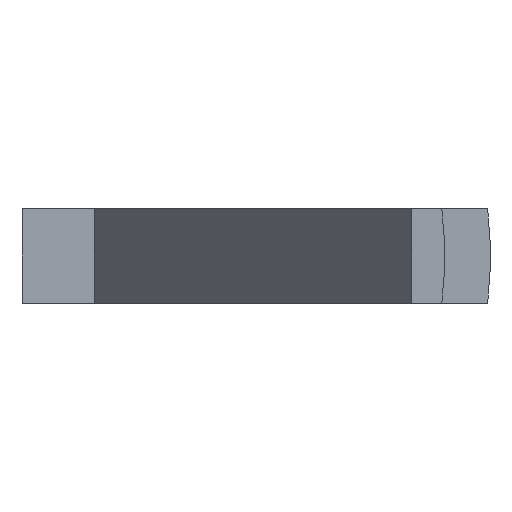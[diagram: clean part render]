
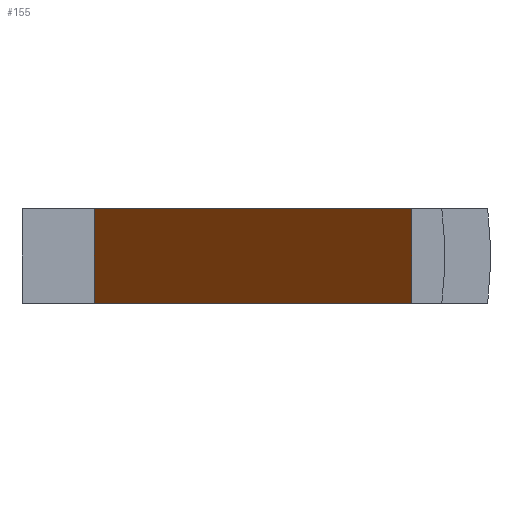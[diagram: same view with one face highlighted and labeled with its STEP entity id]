
A CAD part, front view. The second image highlights one B-rep face of the part: STEP entity #155.
In plain terms, the highlighted planar face has unit normal (-0.819, -0.574, 0).
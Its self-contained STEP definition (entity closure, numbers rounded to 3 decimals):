
#23 = DIRECTION ( 'NONE',  ( 0.574, -0.819, 0. ) ) ;
#50 = VECTOR ( 'NONE', #195, 1000. ) ;
#59 = DIRECTION ( 'NONE',  ( 0.574, -0.819, 0. ) ) ;
#69 = DIRECTION ( 'NONE',  ( 0.574, -0.819, 0. ) ) ;
#88 = LINE ( 'NONE', #256, #387 ) ;
#89 = ORIENTED_EDGE ( 'NONE', *, *, #236, .T. ) ;
#104 = CARTESIAN_POINT ( 'NONE',  ( 1.68, -2.4, -3. ) ) ;
#108 = VECTOR ( 'NONE', #23, 1000. ) ;
#115 = LINE ( 'NONE', #384, #50 ) ;
#118 = CARTESIAN_POINT ( 'NONE',  ( 1.68, -2.4, 3. ) ) ;
#126 = CARTESIAN_POINT ( 'NONE',  ( 1.68, -2.4, 3. ) ) ;
#130 = FACE_OUTER_BOUND ( 'NONE', #262, .T. ) ;
#155 = ADVANCED_FACE ( 'NONE', ( #130 ), #280, .T. ) ;
#179 = VECTOR ( 'NONE', #69, 1000. ) ;
#180 = DIRECTION ( 'NONE',  ( 0., 0., 1. ) ) ;
#190 = ORIENTED_EDGE ( 'NONE', *, *, #303, .F. ) ;
#195 = DIRECTION ( 'NONE',  ( 0., 0., 1. ) ) ;
#220 = ORIENTED_EDGE ( 'NONE', *, *, #401, .F. ) ;
#224 = VERTEX_POINT ( 'NONE', #126 ) ;
#236 = EDGE_CURVE ( 'NONE', #310, #472, #115, .T. ) ;
#247 = DIRECTION ( 'NONE',  ( -0.819, -0.574, 0. ) ) ;
#256 = CARTESIAN_POINT ( 'NONE',  ( 1.68, -2.4, -3. ) ) ;
#262 = EDGE_LOOP ( 'NONE', ( #89, #220, #190, #429 ) ) ;
#274 = CARTESIAN_POINT ( 'NONE',  ( 21.9, -31.276, 3. ) ) ;
#280 = PLANE ( 'NONE',  #338 ) ;
#292 = CARTESIAN_POINT ( 'NONE',  ( 1.68, -2.4, -3. ) ) ;
#296 = CARTESIAN_POINT ( 'NONE',  ( 21.9, -31.276, -3. ) ) ;
#303 = EDGE_CURVE ( 'NONE', #304, #224, #88, .T. ) ;
#304 = VERTEX_POINT ( 'NONE', #292 ) ;
#309 = EDGE_CURVE ( 'NONE', #304, #310, #440, .T. ) ;
#310 = VERTEX_POINT ( 'NONE', #296 ) ;
#338 = AXIS2_PLACEMENT_3D ( 'NONE', #430, #247, #59 ) ;
#356 = LINE ( 'NONE', #118, #108 ) ;
#384 = CARTESIAN_POINT ( 'NONE',  ( 21.9, -31.276, -3. ) ) ;
#387 = VECTOR ( 'NONE', #180, 1000. ) ;
#401 = EDGE_CURVE ( 'NONE', #224, #472, #356, .T. ) ;
#429 = ORIENTED_EDGE ( 'NONE', *, *, #309, .T. ) ;
#430 = CARTESIAN_POINT ( 'NONE',  ( 1.68, -2.4, -3. ) ) ;
#440 = LINE ( 'NONE', #104, #179 ) ;
#472 = VERTEX_POINT ( 'NONE', #274 ) ;
